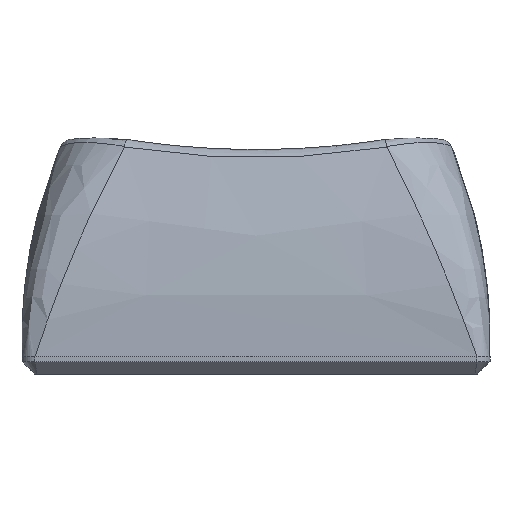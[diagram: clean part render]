
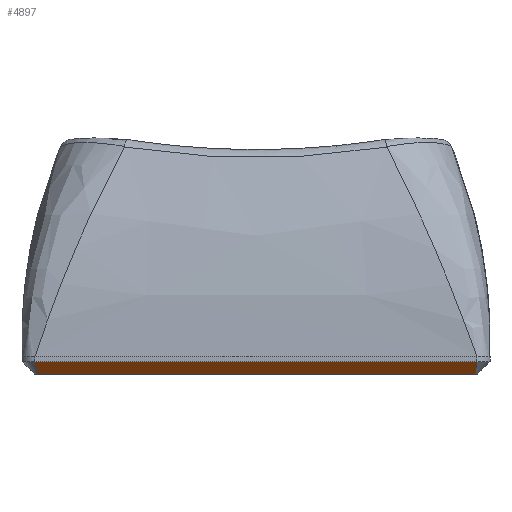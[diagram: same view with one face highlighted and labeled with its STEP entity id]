
A CAD part, front view. The second image highlights one B-rep face of the part: STEP entity #4897.
In plain terms, the highlighted planar face has unit normal (0, -0.707, -0.707).
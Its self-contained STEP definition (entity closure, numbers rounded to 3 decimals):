
#720 = PLANE('',#721);
#721 = AXIS2_PLACEMENT_3D('',#722,#723,#724);
#722 = CARTESIAN_POINT('',(-8.5,-9.,0.672));
#723 = DIRECTION('',(0.,-1.,0.));
#724 = DIRECTION('',(1.,0.,0.));
#1973 = VERTEX_POINT('',#1974);
#1974 = CARTESIAN_POINT('',(-8.5,-9.,0.48));
#2000 = EDGE_CURVE('',#1973,#2001,#2003,.T.);
#2001 = VERTEX_POINT('',#2002);
#2002 = CARTESIAN_POINT('',(8.5,-9.,0.48));
#2003 = SURFACE_CURVE('',#2004,(#2008,#2015),.PCURVE_S1.);
#2004 = LINE('',#2005,#2006);
#2005 = CARTESIAN_POINT('',(-8.5,-9.,0.48));
#2006 = VECTOR('',#2007,1.);
#2007 = DIRECTION('',(1.,0.,0.));
#2008 = PCURVE('',#720,#2009);
#2009 = DEFINITIONAL_REPRESENTATION('',(#2010),#2014);
#2010 = LINE('',#2011,#2012);
#2011 = CARTESIAN_POINT('',(0.,-0.192));
#2012 = VECTOR('',#2013,1.);
#2013 = DIRECTION('',(1.,0.));
#2014 = ( GEOMETRIC_REPRESENTATION_CONTEXT(2) 
PARAMETRIC_REPRESENTATION_CONTEXT() REPRESENTATION_CONTEXT('2D SPACE',''
  ) );
#2015 = PCURVE('',#2016,#2021);
#2016 = PLANE('',#2017);
#2017 = AXIS2_PLACEMENT_3D('',#2018,#2019,#2020);
#2018 = CARTESIAN_POINT('',(-8.5,-8.76,0.24));
#2019 = DIRECTION('',(0.,0.707,0.707)
  );
#2020 = DIRECTION('',(1.,0.,0.));
#2021 = DEFINITIONAL_REPRESENTATION('',(#2022),#2026);
#2022 = LINE('',#2023,#2024);
#2023 = CARTESIAN_POINT('',(0.,-0.339));
#2024 = VECTOR('',#2025,1.);
#2025 = DIRECTION('',(1.,0.));
#2026 = ( GEOMETRIC_REPRESENTATION_CONTEXT(2) 
PARAMETRIC_REPRESENTATION_CONTEXT() REPRESENTATION_CONTEXT('2D SPACE',''
  ) );
#3188 = CONICAL_SURFACE('',#3189,0.7,0.785);
#3189 = AXIS2_PLACEMENT_3D('',#3190,#3191,#3192);
#3190 = CARTESIAN_POINT('',(8.323,-8.323,0.48));
#3191 = DIRECTION('',(-0.,-0.,1.));
#3192 = DIRECTION('',(0.967,-0.253,0.));
#4897 = ADVANCED_FACE('',(#4898),#2016,.F.);
#4898 = FACE_BOUND('',#4899,.F.);
#4899 = EDGE_LOOP('',(#4900,#4935,#4936,#4966));
#4900 = ORIENTED_EDGE('',*,*,#4901,.F.);
#4901 = EDGE_CURVE('',#1973,#4902,#4904,.T.);
#4902 = VERTEX_POINT('',#4903);
#4903 = CARTESIAN_POINT('',(-8.42,-8.52,0.));
#4904 = SURFACE_CURVE('',#4905,(#4910,#4917),.PCURVE_S1.);
#4905 = PARABOLA('',#4906,0.008);
#4906 = AXIS2_PLACEMENT_3D('',#4907,#4908,#4909);
#4907 = CARTESIAN_POINT('',(-8.323,-8.311,
    -0.209));
#4908 = DIRECTION('',(0.,0.707,0.707)
  );
#4909 = DIRECTION('',(0.,-0.707,0.707)
  );
#4910 = PCURVE('',#2016,#4911);
#4911 = DEFINITIONAL_REPRESENTATION('',(#4912),#4916);
#4912 = B_SPLINE_CURVE_WITH_KNOTS('',2,(#4913,#4914,#4915),
  .UNSPECIFIED.,.F.,.F.,(3,3),(-0.177,-0.098),
  .PIECEWISE_BEZIER_KNOTS.);
#4913 = CARTESIAN_POINT('',(0.,-0.339));
#4914 = CARTESIAN_POINT('',(0.04,0.098));
#4915 = CARTESIAN_POINT('',(0.08,0.339));
#4916 = ( GEOMETRIC_REPRESENTATION_CONTEXT(2) 
PARAMETRIC_REPRESENTATION_CONTEXT() REPRESENTATION_CONTEXT('2D SPACE',''
  ) );
#4917 = PCURVE('',#4918,#4923);
#4918 = CONICAL_SURFACE('',#4919,0.7,0.785);
#4919 = AXIS2_PLACEMENT_3D('',#4920,#4921,#4922);
#4920 = CARTESIAN_POINT('',(-8.323,-8.323,0.48));
#4921 = DIRECTION('',(-0.,-0.,1.));
#4922 = DIRECTION('',(-0.253,-0.967,-0.));
#4923 = DEFINITIONAL_REPRESENTATION('',(#4924),#4934);
#4924 = B_SPLINE_CURVE_WITH_KNOTS('',8,(#4925,#4926,#4927,#4928,#4929,
    #4930,#4931,#4932,#4933),.UNSPECIFIED.,.F.,.F.,(9,9),(
    -0.177,-0.098),.PIECEWISE_BEZIER_KNOTS.);
#4925 = CARTESIAN_POINT('',(0.,0.));
#4926 = CARTESIAN_POINT('',(-0.014,-0.077));
#4927 = CARTESIAN_POINT('',(-0.03,-0.15));
#4928 = CARTESIAN_POINT('',(-0.048,-0.217));
#4929 = CARTESIAN_POINT('',(-0.069,-0.28));
#4930 = CARTESIAN_POINT('',(-0.094,-0.337));
#4931 = CARTESIAN_POINT('',(-0.123,-0.39));
#4932 = CARTESIAN_POINT('',(-0.158,-0.437));
#4933 = CARTESIAN_POINT('',(-0.203,-0.48));
#4934 = ( GEOMETRIC_REPRESENTATION_CONTEXT(2) 
PARAMETRIC_REPRESENTATION_CONTEXT() REPRESENTATION_CONTEXT('2D SPACE',''
  ) );
#4935 = ORIENTED_EDGE('',*,*,#2000,.T.);
#4936 = ORIENTED_EDGE('',*,*,#4937,.T.);
#4937 = EDGE_CURVE('',#2001,#4938,#4940,.T.);
#4938 = VERTEX_POINT('',#4939);
#4939 = CARTESIAN_POINT('',(8.42,-8.52,0.));
#4940 = SURFACE_CURVE('',#4941,(#4946,#4953),.PCURVE_S1.);
#4941 = PARABOLA('',#4942,0.008);
#4942 = AXIS2_PLACEMENT_3D('',#4943,#4944,#4945);
#4943 = CARTESIAN_POINT('',(8.323,-8.311,
    -0.209));
#4944 = DIRECTION('',(0.,-0.707,-0.707
    ));
#4945 = DIRECTION('',(0.,-0.707,0.707)
  );
#4946 = PCURVE('',#2016,#4947);
#4947 = DEFINITIONAL_REPRESENTATION('',(#4948),#4952);
#4948 = B_SPLINE_CURVE_WITH_KNOTS('',2,(#4949,#4950,#4951),
  .UNSPECIFIED.,.F.,.F.,(3,3),(-0.177,-0.098),
  .PIECEWISE_BEZIER_KNOTS.);
#4949 = CARTESIAN_POINT('',(17.,-0.339));
#4950 = CARTESIAN_POINT('',(16.96,0.098));
#4951 = CARTESIAN_POINT('',(16.92,0.339));
#4952 = ( GEOMETRIC_REPRESENTATION_CONTEXT(2) 
PARAMETRIC_REPRESENTATION_CONTEXT() REPRESENTATION_CONTEXT('2D SPACE',''
  ) );
#4953 = PCURVE('',#3188,#4954);
#4954 = DEFINITIONAL_REPRESENTATION('',(#4955),#4965);
#4955 = B_SPLINE_CURVE_WITH_KNOTS('',8,(#4956,#4957,#4958,#4959,#4960,
    #4961,#4962,#4963,#4964),.UNSPECIFIED.,.F.,.F.,(9,9),(
    -0.177,-0.098),.PIECEWISE_BEZIER_KNOTS.);
#4956 = CARTESIAN_POINT('',(-1.059,0.));
#4957 = CARTESIAN_POINT('',(-1.045,-0.077));
#4958 = CARTESIAN_POINT('',(-1.029,-0.15));
#4959 = CARTESIAN_POINT('',(-1.01,-0.217));
#4960 = CARTESIAN_POINT('',(-0.99,-0.28));
#4961 = CARTESIAN_POINT('',(-0.965,-0.337));
#4962 = CARTESIAN_POINT('',(-0.936,-0.39));
#4963 = CARTESIAN_POINT('',(-0.901,-0.437));
#4964 = CARTESIAN_POINT('',(-0.856,-0.48));
#4965 = ( GEOMETRIC_REPRESENTATION_CONTEXT(2) 
PARAMETRIC_REPRESENTATION_CONTEXT() REPRESENTATION_CONTEXT('2D SPACE',''
  ) );
#4966 = ORIENTED_EDGE('',*,*,#4967,.F.);
#4967 = EDGE_CURVE('',#4902,#4938,#4968,.T.);
#4968 = SURFACE_CURVE('',#4969,(#4973,#4980),.PCURVE_S1.);
#4969 = LINE('',#4970,#4971);
#4970 = CARTESIAN_POINT('',(-8.5,-8.52,0.));
#4971 = VECTOR('',#4972,1.);
#4972 = DIRECTION('',(1.,0.,0.));
#4973 = PCURVE('',#2016,#4974);
#4974 = DEFINITIONAL_REPRESENTATION('',(#4975),#4979);
#4975 = LINE('',#4976,#4977);
#4976 = CARTESIAN_POINT('',(0.,0.339));
#4977 = VECTOR('',#4978,1.);
#4978 = DIRECTION('',(1.,0.));
#4979 = ( GEOMETRIC_REPRESENTATION_CONTEXT(2) 
PARAMETRIC_REPRESENTATION_CONTEXT() REPRESENTATION_CONTEXT('2D SPACE',''
  ) );
#4980 = PCURVE('',#4981,#4986);
#4981 = PLANE('',#4982);
#4982 = AXIS2_PLACEMENT_3D('',#4983,#4984,#4985);
#4983 = CARTESIAN_POINT('',(8.5,9.,0.));
#4984 = DIRECTION('',(0.,0.,-1.));
#4985 = DIRECTION('',(-1.,0.,0.));
#4986 = DEFINITIONAL_REPRESENTATION('',(#4987),#4991);
#4987 = LINE('',#4988,#4989);
#4988 = CARTESIAN_POINT('',(17.,-17.52));
#4989 = VECTOR('',#4990,1.);
#4990 = DIRECTION('',(-1.,0.));
#4991 = ( GEOMETRIC_REPRESENTATION_CONTEXT(2) 
PARAMETRIC_REPRESENTATION_CONTEXT() REPRESENTATION_CONTEXT('2D SPACE',''
  ) );
